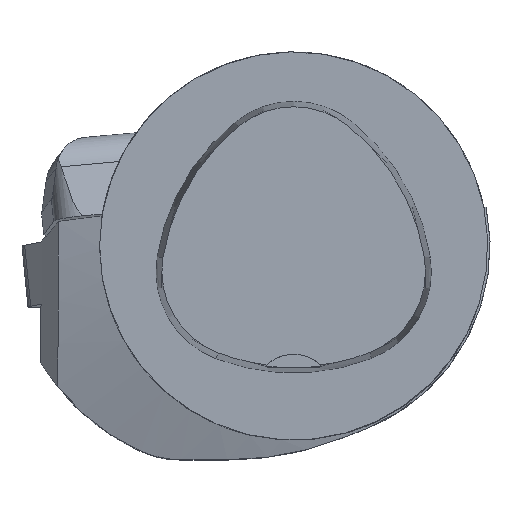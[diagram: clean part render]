
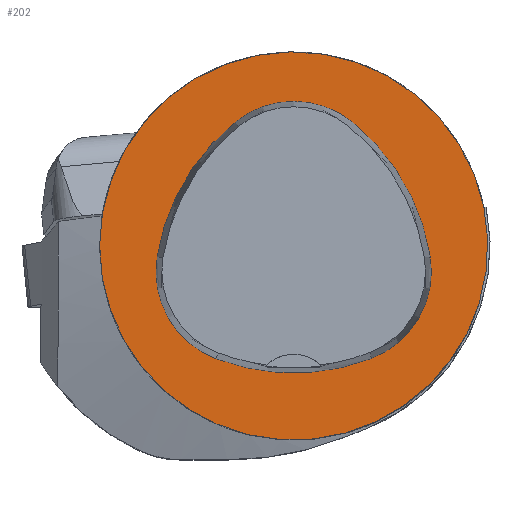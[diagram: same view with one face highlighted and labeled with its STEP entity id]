
A CAD part, top view. The second image highlights one B-rep face of the part: STEP entity #202.
In plain terms, the highlighted planar face has unit normal (0, 0, 1).
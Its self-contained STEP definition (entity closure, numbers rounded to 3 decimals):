
#132=FACE_BOUND('',#447,.T.);
#133=FACE_BOUND('',#448,.T.);
#202=ADVANCED_FACE('',(#132,#133),#283,.T.);
#283=PLANE('',#1824);
#447=EDGE_LOOP('',(#971,#972,#973,#974,#975,#976));
#448=EDGE_LOOP('',(#977));
#809=CIRCLE('',#1794,25.);
#811=CIRCLE('',#1802,28.);
#813=CIRCLE('',#1805,12.);
#815=CIRCLE('',#1808,28.);
#817=CIRCLE('',#1811,12.);
#821=CIRCLE('',#1816,28.);
#823=CIRCLE('',#1819,12.);
#971=ORIENTED_EDGE('',*,*,#1585,.T.);
#972=ORIENTED_EDGE('',*,*,#1565,.T.);
#973=ORIENTED_EDGE('',*,*,#1569,.T.);
#974=ORIENTED_EDGE('',*,*,#1572,.T.);
#975=ORIENTED_EDGE('',*,*,#1575,.T.);
#976=ORIENTED_EDGE('',*,*,#1583,.T.);
#977=ORIENTED_EDGE('',*,*,#1547,.F.);
#1378=VERTEX_POINT('',#2546);
#1395=VERTEX_POINT('',#2607);
#1396=VERTEX_POINT('',#2608);
#1399=VERTEX_POINT('',#2616);
#1401=VERTEX_POINT('',#2622);
#1403=VERTEX_POINT('',#2628);
#1410=VERTEX_POINT('',#2649);
#1547=EDGE_CURVE('',#1378,#1378,#809,.T.);
#1565=EDGE_CURVE('',#1395,#1396,#811,.T.);
#1569=EDGE_CURVE('',#1396,#1399,#813,.T.);
#1572=EDGE_CURVE('',#1399,#1401,#815,.T.);
#1575=EDGE_CURVE('',#1401,#1403,#817,.T.);
#1583=EDGE_CURVE('',#1403,#1410,#821,.T.);
#1585=EDGE_CURVE('',#1410,#1395,#823,.T.);
#1794=AXIS2_PLACEMENT_3D('',#2545,#2028,#2029);
#1802=AXIS2_PLACEMENT_3D('',#2606,#2048,#2049);
#1805=AXIS2_PLACEMENT_3D('',#2615,#2056,#2057);
#1808=AXIS2_PLACEMENT_3D('',#2621,#2063,#2064);
#1811=AXIS2_PLACEMENT_3D('',#2627,#2070,#2071);
#1816=AXIS2_PLACEMENT_3D('',#2650,#2082,#2083);
#1819=AXIS2_PLACEMENT_3D('',#2653,#2088,#2089);
#1824=AXIS2_PLACEMENT_3D('',#2658,#2098,#2099);
#2028=DIRECTION('',(0.,0.,-1.));
#2029=DIRECTION('',(-1.,0.,0.));
#2048=DIRECTION('',(0.,0.,-1.));
#2049=DIRECTION('',(-1.,0.,0.));
#2056=DIRECTION('',(0.,0.,-1.));
#2057=DIRECTION('',(-1.,0.,0.));
#2063=DIRECTION('',(0.,0.,-1.));
#2064=DIRECTION('',(-1.,0.,0.));
#2070=DIRECTION('',(0.,0.,-1.));
#2071=DIRECTION('',(-1.,0.,0.));
#2082=DIRECTION('',(0.,0.,-1.));
#2083=DIRECTION('',(-1.,0.,0.));
#2088=DIRECTION('',(0.,0.,-1.));
#2089=DIRECTION('',(-1.,0.,0.));
#2098=DIRECTION('',(0.,0.,1.));
#2099=DIRECTION('',(1.,0.,0.));
#2545=CARTESIAN_POINT('',(0.,0.,0.));
#2546=CARTESIAN_POINT('',(-25.,0.,0.));
#2606=CARTESIAN_POINT('',(10.068,-5.824,0.));
#2607=CARTESIAN_POINT('',(-17.584,-1.424,0.));
#2608=CARTESIAN_POINT('',(-7.531,15.953,0.));
#2615=CARTESIAN_POINT('',(0.011,6.62,0.));
#2616=CARTESIAN_POINT('',(7.567,15.942,0.));
#2621=CARTESIAN_POINT('',(-10.063,-5.81,0.));
#2622=CARTESIAN_POINT('',(17.59,-1.418,0.));
#2627=CARTESIAN_POINT('',(5.739,-3.3,0.));
#2628=CARTESIAN_POINT('',(10.05,-14.499,0.));
#2649=CARTESIAN_POINT('',(-10.025,-14.516,0.));
#2650=CARTESIAN_POINT('',(-0.01,11.631,0.));
#2653=CARTESIAN_POINT('',(-5.733,-3.31,0.));
#2658=CARTESIAN_POINT('',(0.,0.,0.));
